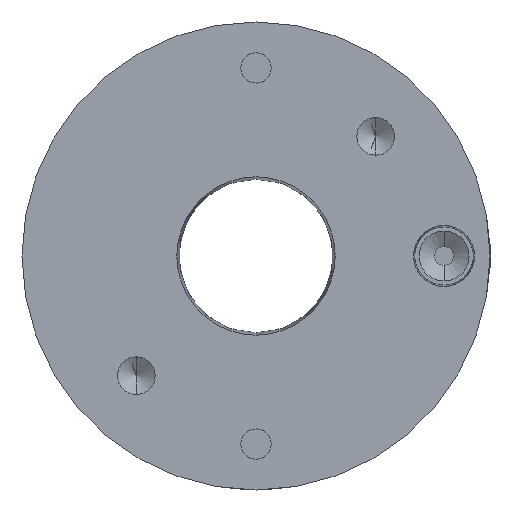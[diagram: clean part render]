
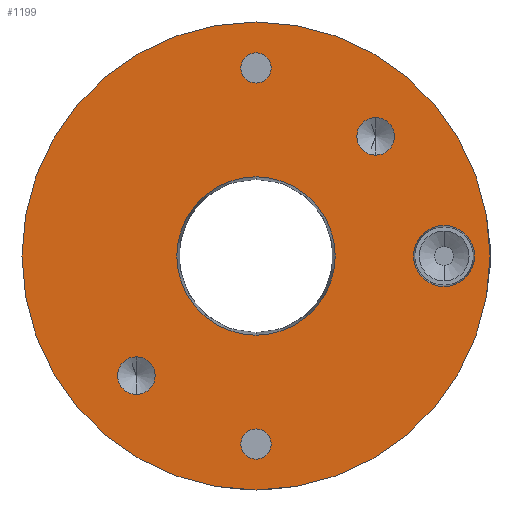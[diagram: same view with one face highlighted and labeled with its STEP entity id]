
A CAD part, front view. The second image highlights one B-rep face of the part: STEP entity #1199.
In plain terms, the highlighted planar face has unit normal (0, -1, 0).
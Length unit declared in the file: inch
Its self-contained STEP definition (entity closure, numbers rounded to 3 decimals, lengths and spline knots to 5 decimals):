
#31 = CIRCLE ( 'NONE', #724, 0.125 ) ;
#37 = VERTEX_POINT ( 'NONE', #4252 ) ;
#77 = CIRCLE ( 'NONE', #953, 1.5555 ) ;
#117 = DIRECTION ( 'NONE',  ( 0., -1., 0. ) ) ;
#136 = CARTESIAN_POINT ( 'NONE',  ( 0., -1.1875, 0. ) ) ;
#137 = CARTESIAN_POINT ( 'NONE',  ( 1.25, -1.1875, -0.2025 ) ) ;
#158 = EDGE_CURVE ( 'NONE', #1616, #5200, #4093, .T. ) ;
#185 = DIRECTION ( 'NONE',  ( 0., 1., 0. ) ) ;
#257 = PLANE ( 'NONE',  #4110 ) ;
#280 = DIRECTION ( 'NONE',  ( 0., -1., 0. ) ) ;
#284 = CARTESIAN_POINT ( 'NONE',  ( 0., -1.1875, 1.25 ) ) ;
#285 = FACE_OUTER_BOUND ( 'NONE', #3966, .T. ) ;
#290 = EDGE_CURVE ( 'NONE', #461, #2586, #1938, .T. ) ;
#430 = CIRCLE ( 'NONE', #5246, 0.125 ) ;
#461 = VERTEX_POINT ( 'NONE', #2829 ) ;
#559 = EDGE_LOOP ( 'NONE', ( #2560, #4831 ) ) ;
#588 = ORIENTED_EDGE ( 'NONE', *, *, #4074, .F. ) ;
#599 = CARTESIAN_POINT ( 'NONE',  ( 1.25, -1.1875, 0. ) ) ;
#676 = FACE_BOUND ( 'NONE', #559, .T. ) ;
#724 = AXIS2_PLACEMENT_3D ( 'NONE', #1368, #3003, #1823 ) ;
#726 = EDGE_CURVE ( 'NONE', #37, #3135, #5123, .T. ) ;
#733 = DIRECTION ( 'NONE',  ( 0., 0., 1. ) ) ;
#816 = DIRECTION ( 'NONE',  ( 0., -1., 0. ) ) ;
#819 = CARTESIAN_POINT ( 'NONE',  ( 0.7955, -1.1875, 0.7955 ) ) ;
#874 = EDGE_LOOP ( 'NONE', ( #988, #4407 ) ) ;
#890 = DIRECTION ( 'NONE',  ( 0., 0., -1. ) ) ;
#953 = AXIS2_PLACEMENT_3D ( 'NONE', #1528, #4018, #733 ) ;
#986 = DIRECTION ( 'NONE',  ( 0., 0., -1. ) ) ;
#988 = ORIENTED_EDGE ( 'NONE', *, *, #4621, .F. ) ;
#1046 = CARTESIAN_POINT ( 'NONE',  ( 0., -1.1875, 1.3505 ) ) ;
#1093 = CIRCLE ( 'NONE', #3514, 0.125 ) ;
#1118 = AXIS2_PLACEMENT_3D ( 'NONE', #136, #3091, #986 ) ;
#1192 = EDGE_LOOP ( 'NONE', ( #4927, #588 ) ) ;
#1199 = ADVANCED_FACE ( 'NONE', ( #1977, #676, #2806, #1515, #3626, #4445, #285 ), #257, .F. ) ;
#1214 = CARTESIAN_POINT ( 'NONE',  ( 1.5555, -1.1875, 0. ) ) ;
#1247 = CARTESIAN_POINT ( 'NONE',  ( 0., -1.1875, 0. ) ) ;
#1258 = CARTESIAN_POINT ( 'NONE',  ( 0., -1.1875, -1.3505 ) ) ;
#1336 = CARTESIAN_POINT ( 'NONE',  ( 0., -1.1875, -1.1495 ) ) ;
#1368 = CARTESIAN_POINT ( 'NONE',  ( 0.7955, -1.1875, 0.7955 ) ) ;
#1374 = EDGE_CURVE ( 'NONE', #2577, #2301, #4366, .T. ) ;
#1381 = ORIENTED_EDGE ( 'NONE', *, *, #4176, .F. ) ;
#1466 = EDGE_CURVE ( 'NONE', #4560, #4317, #1093, .T. ) ;
#1515 = FACE_BOUND ( 'NONE', #3523, .T. ) ;
#1526 = AXIS2_PLACEMENT_3D ( 'NONE', #4026, #280, #3537 ) ;
#1528 = CARTESIAN_POINT ( 'NONE',  ( 0., -1.1875, 0. ) ) ;
#1562 = DIRECTION ( 'NONE',  ( 0., 0., -1. ) ) ;
#1569 = VERTEX_POINT ( 'NONE', #137 ) ;
#1616 = VERTEX_POINT ( 'NONE', #1046 ) ;
#1794 = AXIS2_PLACEMENT_3D ( 'NONE', #2998, #117, #890 ) ;
#1802 = EDGE_CURVE ( 'NONE', #5200, #1616, #4340, .T. ) ;
#1823 = DIRECTION ( 'NONE',  ( 0., 0., -1. ) ) ;
#1841 = EDGE_LOOP ( 'NONE', ( #3918, #4385 ) ) ;
#1867 = AXIS2_PLACEMENT_3D ( 'NONE', #3331, #3691, #3719 ) ;
#1938 = CIRCLE ( 'NONE', #4274, 0.5264 ) ;
#1977 = FACE_BOUND ( 'NONE', #1841, .T. ) ;
#1988 = CARTESIAN_POINT ( 'NONE',  ( 0., -1.1875, 1.25 ) ) ;
#2086 = DIRECTION ( 'NONE',  ( 0., 0., -1. ) ) ;
#2103 = DIRECTION ( 'NONE',  ( 0., 0., -1. ) ) ;
#2216 = DIRECTION ( 'NONE',  ( 0., 0., 1. ) ) ;
#2274 = CIRCLE ( 'NONE', #4413, 0.2025 ) ;
#2281 = AXIS2_PLACEMENT_3D ( 'NONE', #1988, #5295, #2103 ) ;
#2301 = VERTEX_POINT ( 'NONE', #1258 ) ;
#2447 = CARTESIAN_POINT ( 'NONE',  ( 0., -1.1875, -1.5555 ) ) ;
#2485 = DIRECTION ( 'NONE',  ( 0., 0., -1. ) ) ;
#2560 = ORIENTED_EDGE ( 'NONE', *, *, #3383, .F. ) ;
#2577 = VERTEX_POINT ( 'NONE', #1336 ) ;
#2586 = VERTEX_POINT ( 'NONE', #5074 ) ;
#2607 = CIRCLE ( 'NONE', #3632, 1.5555 ) ;
#2649 = EDGE_LOOP ( 'NONE', ( #4785, #4868 ) ) ;
#2686 = EDGE_CURVE ( 'NONE', #1569, #2703, #4104, .T. ) ;
#2703 = VERTEX_POINT ( 'NONE', #5050 ) ;
#2779 = EDGE_CURVE ( 'NONE', #4317, #4560, #31, .T. ) ;
#2806 = FACE_BOUND ( 'NONE', #2649, .T. ) ;
#2829 = CARTESIAN_POINT ( 'NONE',  ( 0., -1.1875, -0.5264 ) ) ;
#2926 = CIRCLE ( 'NONE', #1118, 0.5264 ) ;
#2985 = CARTESIAN_POINT ( 'NONE',  ( -0.7955, -1.1875, -0.9205 ) ) ;
#2998 = CARTESIAN_POINT ( 'NONE',  ( 0., -1.1875, -1.25 ) ) ;
#3003 = DIRECTION ( 'NONE',  ( 0., -1., 0. ) ) ;
#3039 = DIRECTION ( 'NONE',  ( 0., 0., -1. ) ) ;
#3091 = DIRECTION ( 'NONE',  ( 0., -1., 0. ) ) ;
#3135 = VERTEX_POINT ( 'NONE', #2985 ) ;
#3143 = CARTESIAN_POINT ( 'NONE',  ( -0.7955, -1.1875, -0.7955 ) ) ;
#3161 = CIRCLE ( 'NONE', #1794, 0.1005 ) ;
#3209 = CARTESIAN_POINT ( 'NONE',  ( 0.7955, -1.1875, 0.6705 ) ) ;
#3239 = EDGE_CURVE ( 'NONE', #2703, #1569, #2274, .T. ) ;
#3317 = ORIENTED_EDGE ( 'NONE', *, *, #158, .F. ) ;
#3331 = CARTESIAN_POINT ( 'NONE',  ( 1.25, -1.1875, 0. ) ) ;
#3383 = EDGE_CURVE ( 'NONE', #3135, #37, #430, .T. ) ;
#3457 = ORIENTED_EDGE ( 'NONE', *, *, #1802, .F. ) ;
#3491 = AXIS2_PLACEMENT_3D ( 'NONE', #284, #3542, #1562 ) ;
#3514 = AXIS2_PLACEMENT_3D ( 'NONE', #819, #3702, #2485 ) ;
#3523 = EDGE_LOOP ( 'NONE', ( #3457, #3317 ) ) ;
#3537 = DIRECTION ( 'NONE',  ( 0., 0., -1. ) ) ;
#3542 = DIRECTION ( 'NONE',  ( 0., -1., 0. ) ) ;
#3626 = FACE_BOUND ( 'NONE', #874, .T. ) ;
#3632 = AXIS2_PLACEMENT_3D ( 'NONE', #4312, #185, #2216 ) ;
#3678 = DIRECTION ( 'NONE',  ( 0., 0., 1. ) ) ;
#3691 = DIRECTION ( 'NONE',  ( 0., -1., 0. ) ) ;
#3696 = CARTESIAN_POINT ( 'NONE',  ( 0., -1.1875, 1.1495 ) ) ;
#3702 = DIRECTION ( 'NONE',  ( 0., -1., 0. ) ) ;
#3719 = DIRECTION ( 'NONE',  ( 0., 0., -1. ) ) ;
#3749 = AXIS2_PLACEMENT_3D ( 'NONE', #4099, #816, #4463 ) ;
#3865 = DIRECTION ( 'NONE',  ( 0., -1., 0. ) ) ;
#3918 = ORIENTED_EDGE ( 'NONE', *, *, #1466, .F. ) ;
#3966 = EDGE_LOOP ( 'NONE', ( #5007, #1381 ) ) ;
#4018 = DIRECTION ( 'NONE',  ( 0., 1., 0. ) ) ;
#4026 = CARTESIAN_POINT ( 'NONE',  ( 0., -1.1875, -1.25 ) ) ;
#4042 = EDGE_CURVE ( 'NONE', #4078, #4211, #2607, .T. ) ;
#4064 = DIRECTION ( 'NONE',  ( 0., -1., 0. ) ) ;
#4074 = EDGE_CURVE ( 'NONE', #2586, #461, #2926, .T. ) ;
#4078 = VERTEX_POINT ( 'NONE', #4726 ) ;
#4093 = CIRCLE ( 'NONE', #3491, 0.1005 ) ;
#4099 = CARTESIAN_POINT ( 'NONE',  ( -0.7955, -1.1875, -0.7955 ) ) ;
#4104 = CIRCLE ( 'NONE', #1867, 0.2025 ) ;
#4110 = AXIS2_PLACEMENT_3D ( 'NONE', #1214, #4132, #3678 ) ;
#4119 = CARTESIAN_POINT ( 'NONE',  ( 0.7955, -1.1875, 0.9205 ) ) ;
#4132 = DIRECTION ( 'NONE',  ( 0., 1., 0. ) ) ;
#4176 = EDGE_CURVE ( 'NONE', #4211, #4078, #77, .T. ) ;
#4211 = VERTEX_POINT ( 'NONE', #2447 ) ;
#4252 = CARTESIAN_POINT ( 'NONE',  ( -0.7955, -1.1875, -0.6705 ) ) ;
#4274 = AXIS2_PLACEMENT_3D ( 'NONE', #1247, #4930, #2086 ) ;
#4312 = CARTESIAN_POINT ( 'NONE',  ( 0., -1.1875, 0. ) ) ;
#4317 = VERTEX_POINT ( 'NONE', #4119 ) ;
#4340 = CIRCLE ( 'NONE', #2281, 0.1005 ) ;
#4366 = CIRCLE ( 'NONE', #1526, 0.1005 ) ;
#4385 = ORIENTED_EDGE ( 'NONE', *, *, #2779, .F. ) ;
#4407 = ORIENTED_EDGE ( 'NONE', *, *, #1374, .F. ) ;
#4413 = AXIS2_PLACEMENT_3D ( 'NONE', #599, #3865, #3039 ) ;
#4445 = FACE_BOUND ( 'NONE', #1192, .T. ) ;
#4463 = DIRECTION ( 'NONE',  ( 0., 0., -1. ) ) ;
#4560 = VERTEX_POINT ( 'NONE', #3209 ) ;
#4621 = EDGE_CURVE ( 'NONE', #2301, #2577, #3161, .T. ) ;
#4726 = CARTESIAN_POINT ( 'NONE',  ( 0., -1.1875, 1.5555 ) ) ;
#4785 = ORIENTED_EDGE ( 'NONE', *, *, #2686, .F. ) ;
#4831 = ORIENTED_EDGE ( 'NONE', *, *, #726, .F. ) ;
#4868 = ORIENTED_EDGE ( 'NONE', *, *, #3239, .F. ) ;
#4927 = ORIENTED_EDGE ( 'NONE', *, *, #290, .F. ) ;
#4930 = DIRECTION ( 'NONE',  ( 0., -1., 0. ) ) ;
#5007 = ORIENTED_EDGE ( 'NONE', *, *, #4042, .F. ) ;
#5050 = CARTESIAN_POINT ( 'NONE',  ( 1.25, -1.1875, 0.2025 ) ) ;
#5074 = CARTESIAN_POINT ( 'NONE',  ( 0., -1.1875, 0.5264 ) ) ;
#5123 = CIRCLE ( 'NONE', #3749, 0.125 ) ;
#5200 = VERTEX_POINT ( 'NONE', #3696 ) ;
#5246 = AXIS2_PLACEMENT_3D ( 'NONE', #3143, #4064, #5292 ) ;
#5292 = DIRECTION ( 'NONE',  ( 0., 0., -1. ) ) ;
#5295 = DIRECTION ( 'NONE',  ( 0., -1., 0. ) ) ;
